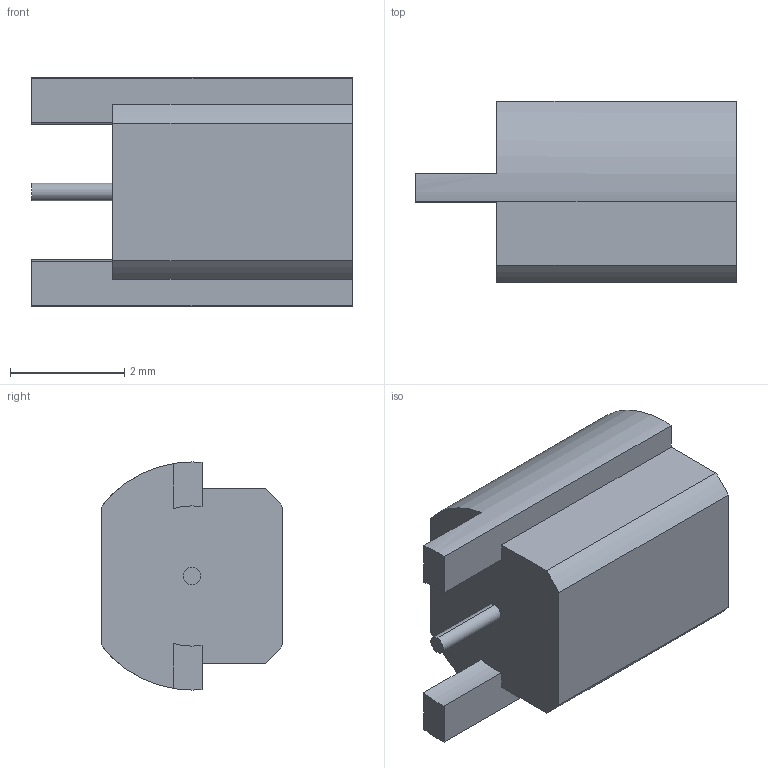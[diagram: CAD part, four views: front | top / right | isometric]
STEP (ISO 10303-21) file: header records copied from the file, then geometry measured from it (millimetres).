
FILE_DESCRIPTION((''),'2;1');
FILE_NAME('733000030','2018-06-13T',('akumar19'),(''),'PRO/ENGINEER BY PARAMETRIC TECHNOLOGY CORPORATION, 2012310','PRO/ENGINEER BY PARAMETRIC TECHNOLOGY CORPORATION, 2012310','');
FILE_SCHEMA(('CONFIG_CONTROL_DESIGN'));
Length unit declared in the file: millimetre
Products named in the file (1): 733000030
Bounding box: 5.61 x 3.18 x 3.99 mm (x, y, z)
Volume: 35.2 mm3; surface area: 99.4 mm2
Topology: 1 solids, 1 shells, 36 faces, 92 edges, 62 vertices
Faces by surface type: plane 16, cylinder 16, cone 4
Entity records: 1158 total; most frequent: DIRECTION 210, CARTESIAN_POINT 191, ORIENTED_EDGE 184, EDGE_CURVE 92, AXIS2_PLACEMENT_3D 81, VERTEX_POINT 62, VECTOR 48, LINE 48
